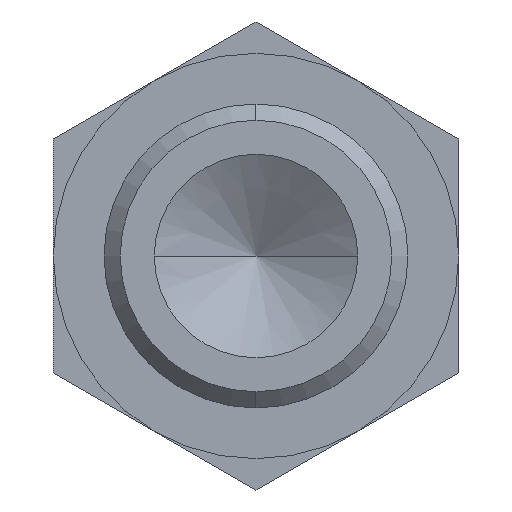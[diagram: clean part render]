
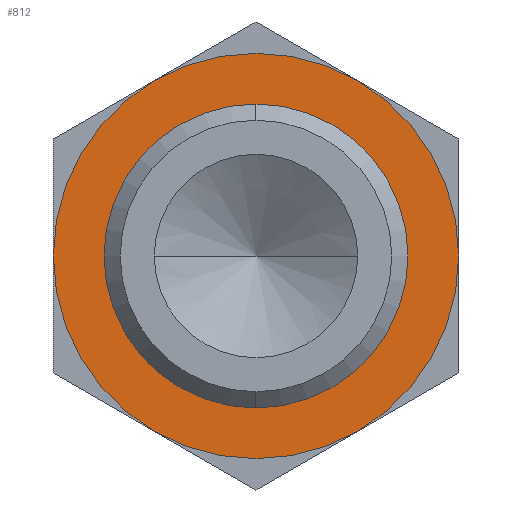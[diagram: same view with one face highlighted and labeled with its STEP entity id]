
A CAD part, left-side view. The second image highlights one B-rep face of the part: STEP entity #812.
In plain terms, the highlighted planar face has unit normal (-1, 0, 0).
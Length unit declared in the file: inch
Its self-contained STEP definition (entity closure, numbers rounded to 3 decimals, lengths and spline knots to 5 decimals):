
#29 = CIRCLE ( 'NONE', #488, 0.1875 ) ;
#36 = CARTESIAN_POINT ( 'NONE',  ( 0.28, 0., 0. ) ) ;
#88 = EDGE_LOOP ( 'NONE', ( #282, #715 ) ) ;
#172 = ORIENTED_EDGE ( 'NONE', *, *, #915, .F. ) ;
#182 = VERTEX_POINT ( 'NONE', #238 ) ;
#183 = DIRECTION ( 'NONE',  ( 0., 0., -1. ) ) ;
#188 = DIRECTION ( 'NONE',  ( 1., 0., 0. ) ) ;
#230 = EDGE_CURVE ( 'NONE', #473, #182, #423, .T. ) ;
#238 = CARTESIAN_POINT ( 'NONE',  ( 0.28, 0., -0.25 ) ) ;
#282 = ORIENTED_EDGE ( 'NONE', *, *, #587, .F. ) ;
#283 = DIRECTION ( 'NONE',  ( 0., 0., 1. ) ) ;
#300 = AXIS2_PLACEMENT_3D ( 'NONE', #904, #687, #183 ) ;
#335 = DIRECTION ( 'NONE',  ( 0., 0., 1. ) ) ;
#339 = PLANE ( 'NONE',  #300 ) ;
#380 = DIRECTION ( 'NONE',  ( 0., 0., 1. ) ) ;
#396 = FACE_OUTER_BOUND ( 'NONE', #719, .T. ) ;
#410 = DIRECTION ( 'NONE',  ( 0., 0., 1. ) ) ;
#423 = CIRCLE ( 'NONE', #546, 0.25 ) ;
#453 = CIRCLE ( 'NONE', #944, 0.25 ) ;
#468 = CARTESIAN_POINT ( 'NONE',  ( 0.28, 0., -0.1875 ) ) ;
#473 = VERTEX_POINT ( 'NONE', #720 ) ;
#488 = AXIS2_PLACEMENT_3D ( 'NONE', #807, #938, #283 ) ;
#514 = CIRCLE ( 'NONE', #630, 0.1875 ) ;
#531 = CARTESIAN_POINT ( 'NONE',  ( 0.28, 0., 0. ) ) ;
#546 = AXIS2_PLACEMENT_3D ( 'NONE', #531, #816, #380 ) ;
#585 = VERTEX_POINT ( 'NONE', #645 ) ;
#587 = EDGE_CURVE ( 'NONE', #585, #862, #29, .T. ) ;
#601 = ORIENTED_EDGE ( 'NONE', *, *, #230, .F. ) ;
#630 = AXIS2_PLACEMENT_3D ( 'NONE', #36, #914, #335 ) ;
#645 = CARTESIAN_POINT ( 'NONE',  ( 0.28, 0., 0.1875 ) ) ;
#687 = DIRECTION ( 'NONE',  ( 1., 0., 0. ) ) ;
#715 = ORIENTED_EDGE ( 'NONE', *, *, #845, .F. ) ;
#719 = EDGE_LOOP ( 'NONE', ( #601, #172 ) ) ;
#720 = CARTESIAN_POINT ( 'NONE',  ( 0.28, 0., 0.25 ) ) ;
#768 = FACE_BOUND ( 'NONE', #88, .T. ) ;
#807 = CARTESIAN_POINT ( 'NONE',  ( 0.28, 0., 0. ) ) ;
#812 = ADVANCED_FACE ( 'NONE', ( #768, #396 ), #339, .F. ) ;
#816 = DIRECTION ( 'NONE',  ( 1., 0., 0. ) ) ;
#845 = EDGE_CURVE ( 'NONE', #862, #585, #514, .T. ) ;
#849 = CARTESIAN_POINT ( 'NONE',  ( 0.28, 0., 0. ) ) ;
#862 = VERTEX_POINT ( 'NONE', #468 ) ;
#904 = CARTESIAN_POINT ( 'NONE',  ( 0.28, 0., 0. ) ) ;
#914 = DIRECTION ( 'NONE',  ( -1., 0., 0. ) ) ;
#915 = EDGE_CURVE ( 'NONE', #182, #473, #453, .T. ) ;
#938 = DIRECTION ( 'NONE',  ( -1., 0., 0. ) ) ;
#944 = AXIS2_PLACEMENT_3D ( 'NONE', #849, #188, #410 ) ;
